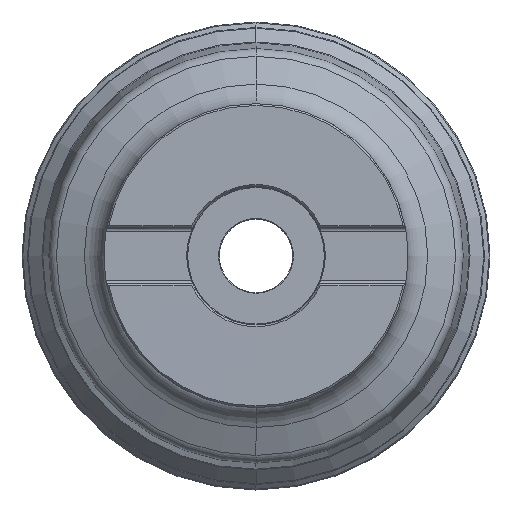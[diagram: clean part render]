
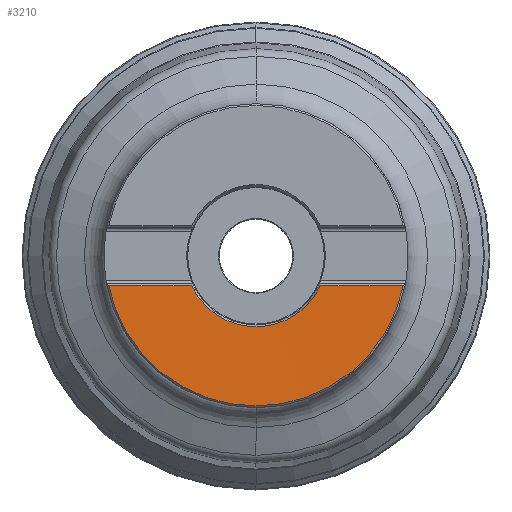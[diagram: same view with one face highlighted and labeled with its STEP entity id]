
A CAD part, top view. The second image highlights one B-rep face of the part: STEP entity #3210.
In plain terms, the highlighted conical face has half-angle 89.914 degrees and reference radius 32.404 mm.
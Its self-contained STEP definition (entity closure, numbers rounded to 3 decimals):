
#1030=CARTESIAN_POINT('',(-18.871,-8.765,
-0.035));
#1061=CARTESIAN_POINT('',(18.871,-8.765,
-0.035));
#1270=CARTESIAN_POINT('',(0.,0.,0.));
#1271=DIRECTION('',(0.,0.,-1.));
#1272=DIRECTION('',(0.98,-0.2,0.));
#1273=AXIS2_PLACEMENT_3D('',#1270,#1271,#1272);
#1278=CARTESIAN_POINT('',(-18.871,-8.765,
-0.035));
#1279=CARTESIAN_POINT('',(-19.16,-8.766,
-0.034));
#1280=CARTESIAN_POINT('',(-19.758,-8.766,
-0.034));
#1281=CARTESIAN_POINT('',(-20.708,-8.768,
-0.032));
#1282=CARTESIAN_POINT('',(-21.725,-8.769,
-0.031));
#1283=CARTESIAN_POINT('',(-22.817,-8.771,
-0.029));
#1284=CARTESIAN_POINT('',(-23.999,-8.772,
-0.028));
#1285=CARTESIAN_POINT('',(-25.286,-8.774,
-0.026));
#1286=CARTESIAN_POINT('',(-26.698,-8.776,
-0.024));
#1287=CARTESIAN_POINT('',(-28.258,-8.778,
-0.022));
#1288=CARTESIAN_POINT('',(-29.998,-8.781,
-0.019));
#1289=CARTESIAN_POINT('',(-31.956,-8.784,
-0.016));
#1290=CARTESIAN_POINT('',(-34.183,-8.787,
-0.013));
#1291=CARTESIAN_POINT('',(-36.751,-8.791,
-0.009));
#1292=CARTESIAN_POINT('',(-39.726,-8.795,
-0.005));
#1293=CARTESIAN_POINT('',(-41.942,-8.798,
-0.002));
#1294=CARTESIAN_POINT('',(-43.111,-8.8,0.));
#1299=CARTESIAN_POINT('',(0.,0.,-0.035));
#1300=DIRECTION('',(0.,0.,1.));
#1301=DIRECTION('',(-0.907,-0.421,0.));
#1302=AXIS2_PLACEMENT_3D('',#1299,#1300,#1301);
#1307=CARTESIAN_POINT('',(43.111,-8.8,0.));
#1308=CARTESIAN_POINT('',(41.941,-8.798,
-0.002));
#1309=CARTESIAN_POINT('',(39.724,-8.795,
-0.005));
#1310=CARTESIAN_POINT('',(36.75,-8.791,
-0.009));
#1311=CARTESIAN_POINT('',(34.185,-8.787,
-0.013));
#1312=CARTESIAN_POINT('',(31.959,-8.784,
-0.016));
#1313=CARTESIAN_POINT('',(30.001,-8.781,
-0.019));
#1314=CARTESIAN_POINT('',(28.262,-8.778,
-0.022));
#1315=CARTESIAN_POINT('',(26.702,-8.776,
-0.024));
#1316=CARTESIAN_POINT('',(25.29,-8.774,
-0.026));
#1317=CARTESIAN_POINT('',(24.003,-8.772,
-0.028));
#1318=CARTESIAN_POINT('',(22.821,-8.771,
-0.029));
#1319=CARTESIAN_POINT('',(21.728,-8.769,
-0.031));
#1320=CARTESIAN_POINT('',(20.71,-8.768,
-0.032));
#1321=CARTESIAN_POINT('',(19.759,-8.766,
-0.034));
#1322=CARTESIAN_POINT('',(19.161,-8.766,
-0.034));
#1323=CARTESIAN_POINT('',(18.871,-8.765,
-0.035));
#1348=CARTESIAN_POINT('',(43.111,-8.8,0.));
#1363=CARTESIAN_POINT('',(-43.111,-8.8,0.));
#1923=VERTEX_POINT('',#1061);
#1927=VERTEX_POINT('',#1030);
#1929=VERTEX_POINT('',#1363);
#1931=VERTEX_POINT('',#1348);
#3198=CARTESIAN_POINT('',(0.,0.,-0.017));
#3199=DIRECTION('',(0.,0.,1.));
#3200=DIRECTION('',(0.,-1.,0.));
#3201=AXIS2_PLACEMENT_3D('',#3198,#3199,#3200);
#3202=CONICAL_SURFACE('',#3201,32.404,89.914);
#3204=ORIENTED_EDGE('',*,*,#3203,.T.);
#3205=ORIENTED_EDGE('',*,*,#3161,.F.);
#3206=ORIENTED_EDGE('',*,*,#3033,.T.);
#3207=ORIENTED_EDGE('',*,*,#3179,.F.);
#3208=EDGE_LOOP('',(#3204,#3205,#3206,#3207));
#3209=FACE_OUTER_BOUND('',#3208,.F.);
#1274=CIRCLE('',#1273,44.);
#1295=B_SPLINE_CURVE_WITH_KNOTS('',3,(#1278,#1279,#1280,#1281,#1282,#1283,#1284,
#1285,#1286,#1287,#1288,#1289,#1290,#1291,#1292,#1293,#1294),.UNSPECIFIED.,.F.,
.F.,(4,1,1,1,1,1,1,1,1,1,1,1,1,1,4),(0.,0.071,0.143,
0.214,0.286,0.357,0.429,0.5,
0.571,0.643,0.714,0.786,
0.857,0.929,1.),.UNSPECIFIED.);
#1303=CIRCLE('',#1302,20.807);
#1324=B_SPLINE_CURVE_WITH_KNOTS('',3,(#1307,#1308,#1309,#1310,#1311,#1312,#1313,
#1314,#1315,#1316,#1317,#1318,#1319,#1320,#1321,#1322,#1323),.UNSPECIFIED.,.F.,
.F.,(4,1,1,1,1,1,1,1,1,1,1,1,1,1,4),(0.,0.071,0.143,
0.214,0.286,0.357,0.429,0.5,
0.571,0.643,0.714,0.786,
0.857,0.929,1.),.UNSPECIFIED.);
#3033=EDGE_CURVE('',#1927,#1923,#1303,.T.);
#3161=EDGE_CURVE('',#1927,#1929,#1295,.T.);
#3179=EDGE_CURVE('',#1931,#1923,#1324,.T.);
#3203=EDGE_CURVE('',#1931,#1929,#1274,.T.);
#3210=ADVANCED_FACE('',(#3209),#3202,.F.);
